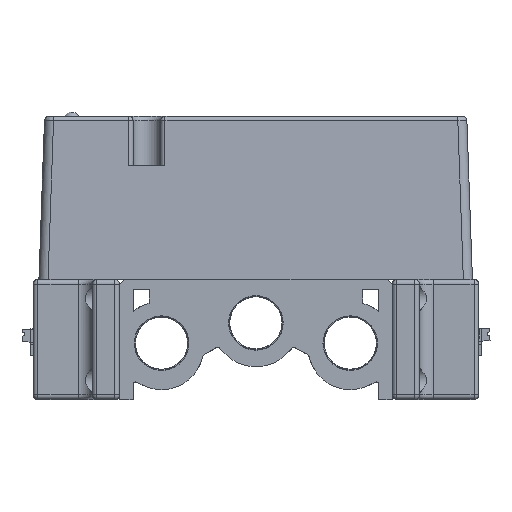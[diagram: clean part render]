
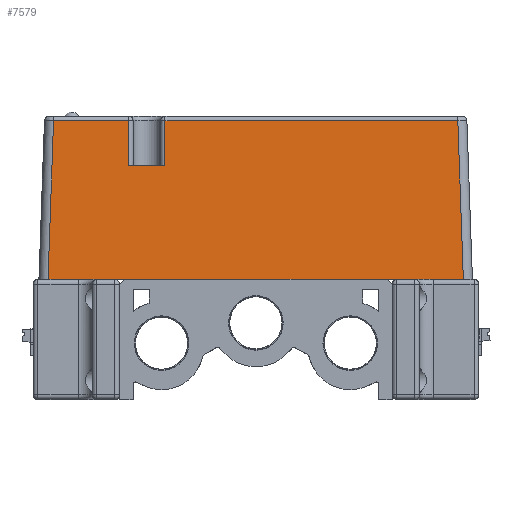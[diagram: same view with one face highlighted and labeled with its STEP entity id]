
A CAD part, front view. The second image highlights one B-rep face of the part: STEP entity #7579.
In plain terms, the highlighted planar face has unit normal (0, -0.999, 0.035).
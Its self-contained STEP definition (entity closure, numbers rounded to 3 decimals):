
#1277=FACE_OUTER_BOUND('',#45025,.T.);
#7579=ADVANCED_FACE('',(#1277),#12942,.T.);
#12942=PLANE('',#109485);
#19534=LINE('',#148855,#31490);
#19596=LINE('',#149011,#31552);
#19904=LINE('',#150327,#31860);
#19905=LINE('',#150330,#31861);
#19906=LINE('',#150332,#31862);
#19907=LINE('',#150334,#31863);
#19908=LINE('',#150336,#31864);
#19909=LINE('',#150338,#31865);
#19910=LINE('',#150340,#31866);
#19911=LINE('',#150341,#31867);
#31490=VECTOR('',#118190,1.);
#31552=VECTOR('',#118318,1.);
#31860=VECTOR('',#119128,1.);
#31861=VECTOR('',#119129,1.);
#31862=VECTOR('',#119130,1.);
#31863=VECTOR('',#119131,1.);
#31864=VECTOR('',#119132,1.);
#31865=VECTOR('',#119133,1.);
#31866=VECTOR('',#119134,1.);
#31867=VECTOR('',#119135,1.);
#45025=EDGE_LOOP('',(#52503,#52504,#52505,#52506,#52507,#52508,#52509,#52510,
#52511,#52512));
#52503=ORIENTED_EDGE('',*,*,#93323,.T.);
#52504=ORIENTED_EDGE('',*,*,#93324,.T.);
#52505=ORIENTED_EDGE('',*,*,#93325,.T.);
#52506=ORIENTED_EDGE('',*,*,#93326,.F.);
#52507=ORIENTED_EDGE('',*,*,#93327,.T.);
#52508=ORIENTED_EDGE('',*,*,#93328,.T.);
#52509=ORIENTED_EDGE('',*,*,#93329,.T.);
#52510=ORIENTED_EDGE('',*,*,#92854,.T.);
#52511=ORIENTED_EDGE('',*,*,#92776,.T.);
#52512=ORIENTED_EDGE('',*,*,#93330,.T.);
#82337=VERTEX_POINT('',#148854);
#82338=VERTEX_POINT('',#148856);
#82399=VERTEX_POINT('',#149012);
#82766=VERTEX_POINT('',#150328);
#82767=VERTEX_POINT('',#150329);
#82768=VERTEX_POINT('',#150331);
#82769=VERTEX_POINT('',#150333);
#82770=VERTEX_POINT('',#150335);
#82771=VERTEX_POINT('',#150337);
#82772=VERTEX_POINT('',#150339);
#92776=EDGE_CURVE('',#82338,#82337,#19534,.T.);
#92854=EDGE_CURVE('',#82399,#82338,#19596,.T.);
#93323=EDGE_CURVE('',#82766,#82767,#19904,.T.);
#93324=EDGE_CURVE('',#82767,#82768,#19905,.T.);
#93325=EDGE_CURVE('',#82768,#82769,#19906,.T.);
#93326=EDGE_CURVE('',#82770,#82769,#19907,.T.);
#93327=EDGE_CURVE('',#82770,#82771,#19908,.T.);
#93328=EDGE_CURVE('',#82771,#82772,#19909,.T.);
#93329=EDGE_CURVE('',#82772,#82399,#19910,.T.);
#93330=EDGE_CURVE('',#82337,#82766,#19911,.T.);
#109485=AXIS2_PLACEMENT_3D('',#150342,#119136,#119137);
#118190=DIRECTION('',(1.,0.,0.));
#118318=DIRECTION('',(1.,0.,0.));
#119128=DIRECTION('',(-0.035,0.035,0.999));
#119129=DIRECTION('',(-1.,0.,0.));
#119130=DIRECTION('',(0.,-0.035,-0.999));
#119131=DIRECTION('',(1.,0.,0.));
#119132=DIRECTION('',(0.,0.035,0.999));
#119133=DIRECTION('',(-1.,0.,0.));
#119134=DIRECTION('',(-0.035,-0.035,-0.999));
#119135=DIRECTION('',(1.,0.,0.));
#119136=DIRECTION('',(0.,-0.999,0.035));
#119137=DIRECTION('',(0.,0.035,0.999));
#148854=CARTESIAN_POINT('',(731.05,-1316.826,-0.1));
#148855=CARTESIAN_POINT('',(730.05,-1316.826,-0.1));
#148856=CARTESIAN_POINT('',(669.05,-1316.826,-0.1));
#149011=CARTESIAN_POINT('',(730.05,-1316.826,-0.1));
#149012=CARTESIAN_POINT('',(654.313,-1316.826,-0.1));
#150327=CARTESIAN_POINT('',(745.944,-1317.083,-7.463));
#150328=CARTESIAN_POINT('',(745.687,-1316.826,-0.1));
#150329=CARTESIAN_POINT('',(744.467,-1315.606,34.835));
#150330=CARTESIAN_POINT('',(680.05,-1315.606,34.835));
#150331=CARTESIAN_POINT('',(680.05,-1315.606,34.835));
#150332=CARTESIAN_POINT('',(680.05,-1315.953,24.9));
#150333=CARTESIAN_POINT('',(680.05,-1315.953,24.9));
#150334=CARTESIAN_POINT('',(676.05,-1315.953,24.9));
#150335=CARTESIAN_POINT('',(672.05,-1315.953,24.9));
#150336=CARTESIAN_POINT('',(672.05,-1315.606,34.835));
#150337=CARTESIAN_POINT('',(672.05,-1315.606,34.835));
#150338=CARTESIAN_POINT('',(654.567,-1315.606,34.835));
#150339=CARTESIAN_POINT('',(655.533,-1315.606,34.835));
#150340=CARTESIAN_POINT('',(654.056,-1317.083,-7.463));
#150341=CARTESIAN_POINT('',(730.05,-1316.826,-0.1));
#150342=CARTESIAN_POINT('',(700.,-1317.141,-9.1));
